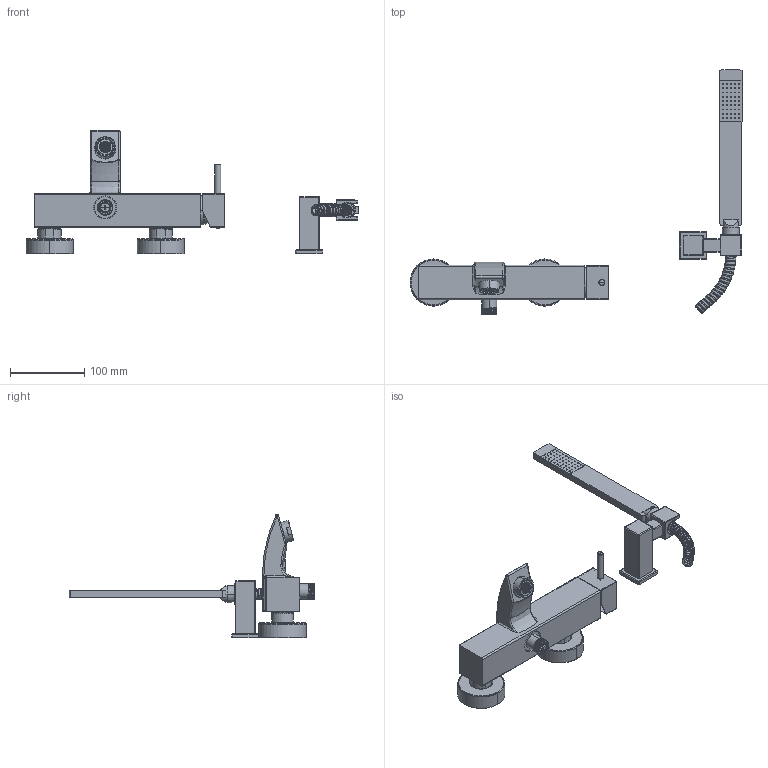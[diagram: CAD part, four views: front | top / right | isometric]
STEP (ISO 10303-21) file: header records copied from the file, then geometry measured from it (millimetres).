
FILE_DESCRIPTION((''),'2;1');
FILE_NAME('LEA023CR','2021-11-03T10:24:54',('ut3'),('PAFFONI SpA'),'CREO PARAMETRIC BY PTC INC, 2020044','CREO PARAMETRIC BY PTC INC, 2020044','');
FILE_SCHEMA(('CONFIG_CONTROL_DESIGN','SHAPE_APPEARANCE_LAYERS_GROUPS'));
Products named in the file (1): LEA023CR
Bounding box: 447.5 x 330.39 x 166.24 mm (x, y, z)
Volume: 498378.6 mm3; surface area: 254074.7 mm2
Topology: 3 solids, 3 shells, 3349 faces, 9358 edges, 6074 vertices
Faces by surface type: plane 2537, cylinder 460, cone 125, torus 123, bspline 64, sphere 40
Entity records: 166849 total; most frequent: CARTESIAN_POINT 54128, ORIENTED_EDGE 18678, DIRECTION 17726, EDGE_CURVE 9339, VECTOR 6404, LINE 6404, VERTEX_POINT 6072, AXIS2_PLACEMENT_3D 5661
